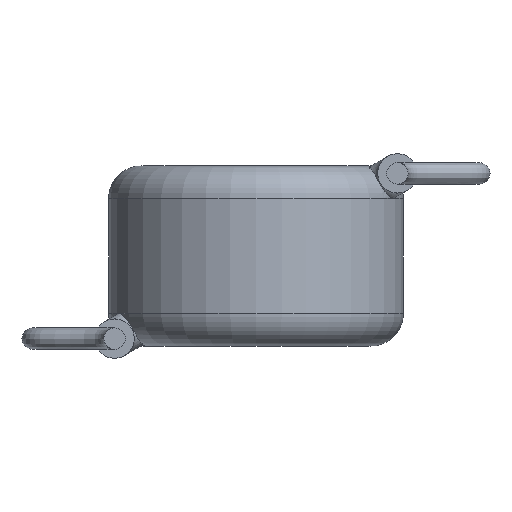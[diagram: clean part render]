
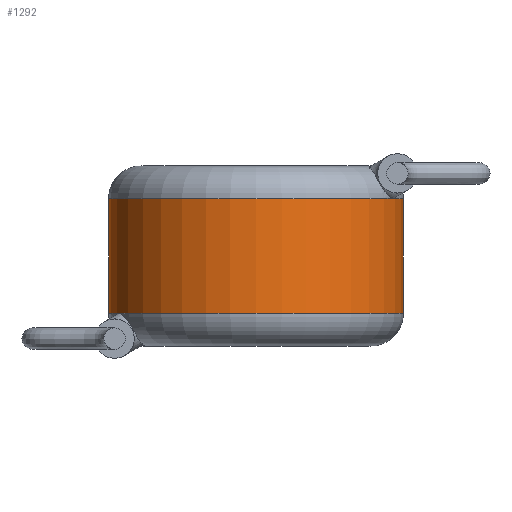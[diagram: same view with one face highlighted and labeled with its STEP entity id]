
A CAD part, front view. The second image highlights one B-rep face of the part: STEP entity #1292.
In plain terms, the highlighted cylindrical face has radius 4.5 mm (diameter 9 mm), a partial arc.
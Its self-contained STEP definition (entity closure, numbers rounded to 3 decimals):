
#259 = CIRCLE ( 'NONE', #4237, 4.5 ) ;
#341 = CARTESIAN_POINT ( 'NONE',  ( -4.5, 0., 5.5 ) ) ;
#386 = EDGE_CURVE ( 'NONE', #2721, #4053, #259, .T. ) ;
#632 = CYLINDRICAL_SURFACE ( 'NONE', #3207, 4.5 ) ;
#873 = ORIENTED_EDGE ( 'NONE', *, *, #2922, .T. ) ;
#957 = DIRECTION ( 'NONE',  ( 0., 0., -1. ) ) ;
#1230 = EDGE_CURVE ( 'NONE', #1546, #2204, #4147, .T. ) ;
#1292 = ADVANCED_FACE ( 'NONE', ( #1405 ), #632, .T. ) ;
#1405 = FACE_OUTER_BOUND ( 'NONE', #4337, .T. ) ;
#1510 = ORIENTED_EDGE ( 'NONE', *, *, #2334, .F. ) ;
#1512 = LINE ( 'NONE', #2865, #2471 ) ;
#1546 = VERTEX_POINT ( 'NONE', #2786 ) ;
#1681 = DIRECTION ( 'NONE',  ( 0., 0., 1. ) ) ;
#1772 = VECTOR ( 'NONE', #2730, 1000. ) ;
#1858 = DIRECTION ( 'NONE',  ( 1., 0., 0. ) ) ;
#2174 = CARTESIAN_POINT ( 'NONE',  ( 0., 0., 4.5 ) ) ;
#2204 = VERTEX_POINT ( 'NONE', #4425 ) ;
#2334 = EDGE_CURVE ( 'NONE', #2721, #2204, #1512, .T. ) ;
#2425 = ORIENTED_EDGE ( 'NONE', *, *, #1230, .T. ) ;
#2471 = VECTOR ( 'NONE', #3229, 1000. ) ;
#2721 = VERTEX_POINT ( 'NONE', #3725 ) ;
#2730 = DIRECTION ( 'NONE',  ( 0., 0., -1. ) ) ;
#2786 = CARTESIAN_POINT ( 'NONE',  ( -4.5, 0., 1. ) ) ;
#2865 = CARTESIAN_POINT ( 'NONE',  ( 4.5, 0., 5.5 ) ) ;
#2922 = EDGE_CURVE ( 'NONE', #4053, #1546, #3440, .T. ) ;
#3013 = CARTESIAN_POINT ( 'NONE',  ( 0., 0., 1. ) ) ;
#3044 = DIRECTION ( 'NONE',  ( 1., 0., 0. ) ) ;
#3207 = AXIS2_PLACEMENT_3D ( 'NONE', #4072, #957, #4360 ) ;
#3226 = DIRECTION ( 'NONE',  ( 0., 0., -1. ) ) ;
#3229 = DIRECTION ( 'NONE',  ( 0., 0., -1. ) ) ;
#3440 = LINE ( 'NONE', #341, #1772 ) ;
#3725 = CARTESIAN_POINT ( 'NONE',  ( 4.5, 0., 4.5 ) ) ;
#4041 = AXIS2_PLACEMENT_3D ( 'NONE', #3013, #1681, #3044 ) ;
#4053 = VERTEX_POINT ( 'NONE', #4392 ) ;
#4072 = CARTESIAN_POINT ( 'NONE',  ( 0., 0., 5.5 ) ) ;
#4147 = CIRCLE ( 'NONE', #4041, 4.5 ) ;
#4173 = ORIENTED_EDGE ( 'NONE', *, *, #386, .T. ) ;
#4237 = AXIS2_PLACEMENT_3D ( 'NONE', #2174, #3226, #1858 ) ;
#4337 = EDGE_LOOP ( 'NONE', ( #1510, #4173, #873, #2425 ) ) ;
#4360 = DIRECTION ( 'NONE',  ( -1., 0., 0. ) ) ;
#4392 = CARTESIAN_POINT ( 'NONE',  ( -4.5, 0., 4.5 ) ) ;
#4425 = CARTESIAN_POINT ( 'NONE',  ( 4.5, 0., 1. ) ) ;
